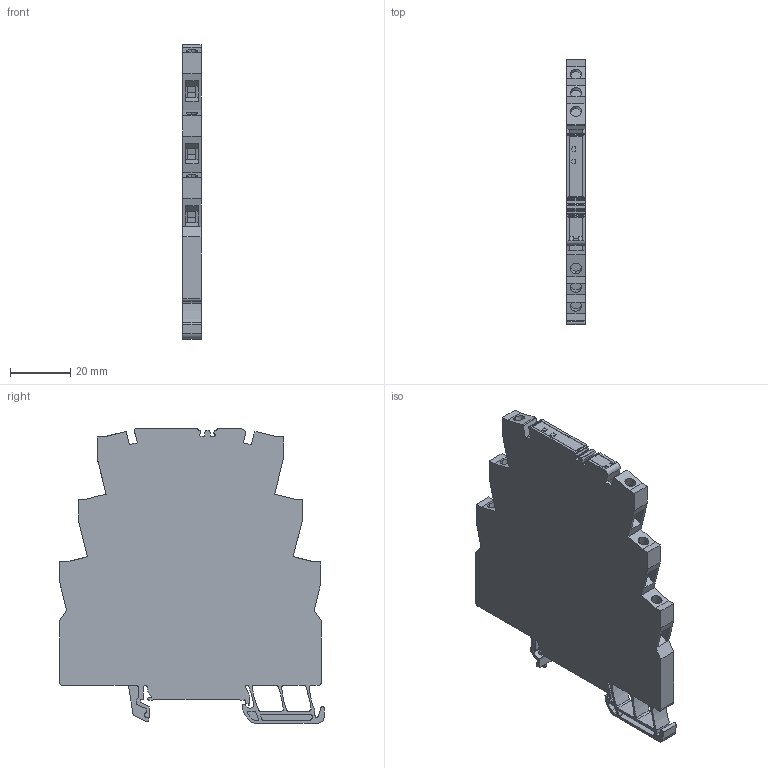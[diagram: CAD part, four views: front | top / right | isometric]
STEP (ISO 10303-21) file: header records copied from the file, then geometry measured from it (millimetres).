
FILE_DESCRIPTION(('CATIA V5R24 STEP','CAx-IF Rec.Pracs.--- Model Styling and Organization---1.2---2011-12-15'),'2;1');
FILE_NAME ('6620027_4_1283230000_S3D_MOS_24VDC_XXX.stp','2018-06-20T11:48:44+00:00',('none'),('Weidmueller'),'CATIA Version 5-6 Release 2014 SP4','CATIA V5 STEP AP214','none');
FILE_SCHEMA(('AUTOMOTIVE_DESIGN { 1 0 10303 214 1 1 1 1 }'));
Length unit declared in the file: millimetre
Products named in the file (1): 1283230000
Bounding box: 6.05 x 88.1 x 97.8 mm (x, y, z)
Volume: 39124.2 mm3; surface area: 18471.2 mm2
Topology: 5 solids, 5 shells, 408 faces, 1254 edges, 872 vertices
Faces by surface type: plane 275, cylinder 106, extrusion 27
Entity records: 14822 total; most frequent: CARTESIAN_POINT 3629, ORIENTED_EDGE 2508, DIRECTION 1758, EDGE_CURVE 1254, VECTOR 938, LINE 911, VERTEX_POINT 872, AXIS2_PLACEMENT_3D 513
